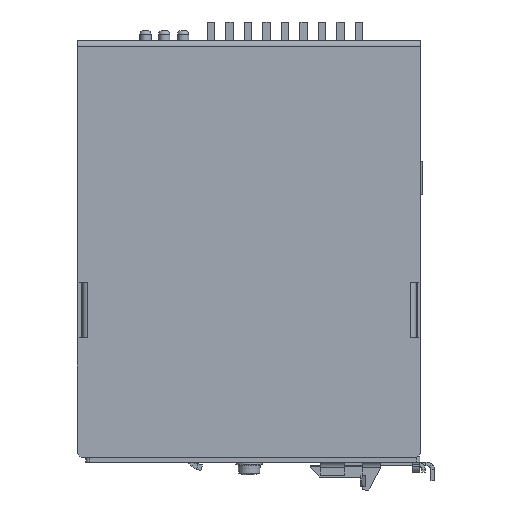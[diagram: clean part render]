
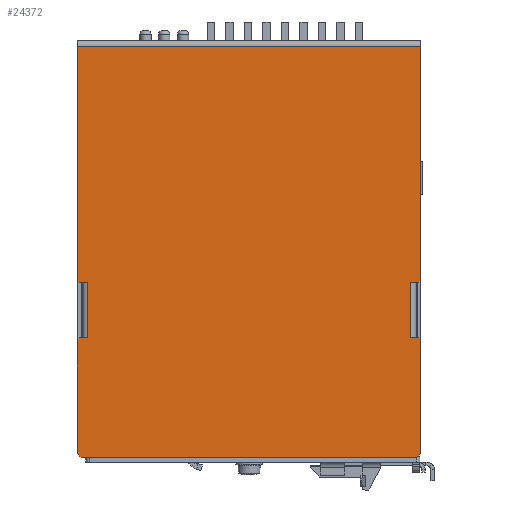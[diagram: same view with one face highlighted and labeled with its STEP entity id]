
A CAD part, front view. The second image highlights one B-rep face of the part: STEP entity #24372.
In plain terms, the highlighted planar face has unit normal (0, -1, 0).
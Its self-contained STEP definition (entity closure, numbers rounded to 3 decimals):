
#983=PLANE('',#26039);
#1951=FACE_OUTER_BOUND('',#3413,.T.);
#3413=EDGE_LOOP('',(#18289,#18290,#18291,#18292,#18293,#18294,#18295,#18296,
#18297,#18298,#18299,#18300,#18301,#18302,#18303,#18304,#18305,#18306));
#5455=LINE('',#36222,#8128);
#5459=LINE('',#36230,#8132);
#5461=LINE('',#36236,#8134);
#5462=LINE('',#36238,#8135);
#5463=LINE('',#36240,#8136);
#5464=LINE('',#36242,#8137);
#5465=LINE('',#36244,#8138);
#5466=LINE('',#36246,#8139);
#5467=LINE('',#36248,#8140);
#5468=LINE('',#36250,#8141);
#5469=LINE('',#36252,#8142);
#5470=LINE('',#36254,#8143);
#5471=LINE('',#36256,#8144);
#5472=LINE('',#36258,#8145);
#5473=LINE('',#36260,#8146);
#5474=LINE('',#36262,#8147);
#5475=LINE('',#36264,#8148);
#5476=LINE('',#36265,#8149);
#8128=VECTOR('',#29495,0.707);
#8132=VECTOR('',#29501,2.2);
#8134=VECTOR('',#29507,63.2);
#8135=VECTOR('',#29508,92.5);
#8136=VECTOR('',#29509,63.2);
#8137=VECTOR('',#29510,0.707);
#8138=VECTOR('',#29511,2.2);
#8139=VECTOR('',#29512,15.);
#8140=VECTOR('',#29513,2.2);
#8141=VECTOR('',#29514,0.707);
#8142=VECTOR('',#29515,30.7);
#8143=VECTOR('',#29516,1.414);
#8144=VECTOR('',#29517,90.5);
#8145=VECTOR('',#29518,1.414);
#8146=VECTOR('',#29519,30.7);
#8147=VECTOR('',#29520,0.707);
#8148=VECTOR('',#29521,2.2);
#8149=VECTOR('',#29522,15.);
#11076=VERTEX_POINT('',#36220);
#11077=VERTEX_POINT('',#36221);
#11080=VERTEX_POINT('',#36229);
#11082=VERTEX_POINT('',#36235);
#11083=VERTEX_POINT('',#36237);
#11084=VERTEX_POINT('',#36239);
#11085=VERTEX_POINT('',#36241);
#11086=VERTEX_POINT('',#36243);
#11087=VERTEX_POINT('',#36245);
#11088=VERTEX_POINT('',#36247);
#11089=VERTEX_POINT('',#36249);
#11090=VERTEX_POINT('',#36251);
#11091=VERTEX_POINT('',#36253);
#11092=VERTEX_POINT('',#36255);
#11093=VERTEX_POINT('',#36257);
#11094=VERTEX_POINT('',#36259);
#11095=VERTEX_POINT('',#36261);
#11096=VERTEX_POINT('',#36263);
#13683=EDGE_CURVE('',#11076,#11077,#5455,.T.);
#13687=EDGE_CURVE('',#11080,#11077,#5459,.T.);
#13690=EDGE_CURVE('',#11076,#11082,#5461,.T.);
#13691=EDGE_CURVE('',#11082,#11083,#5462,.T.);
#13692=EDGE_CURVE('',#11083,#11084,#5463,.T.);
#13693=EDGE_CURVE('',#11085,#11084,#5464,.T.);
#13694=EDGE_CURVE('',#11085,#11086,#5465,.T.);
#13695=EDGE_CURVE('',#11086,#11087,#5466,.T.);
#13696=EDGE_CURVE('',#11087,#11088,#5467,.T.);
#13697=EDGE_CURVE('',#11089,#11088,#5468,.T.);
#13698=EDGE_CURVE('',#11089,#11090,#5469,.T.);
#13699=EDGE_CURVE('',#11091,#11090,#5470,.T.);
#13700=EDGE_CURVE('',#11091,#11092,#5471,.T.);
#13701=EDGE_CURVE('',#11093,#11092,#5472,.T.);
#13702=EDGE_CURVE('',#11093,#11094,#5473,.T.);
#13703=EDGE_CURVE('',#11095,#11094,#5474,.T.);
#13704=EDGE_CURVE('',#11095,#11096,#5475,.T.);
#13705=EDGE_CURVE('',#11096,#11080,#5476,.T.);
#18289=ORIENTED_EDGE('',*,*,#13683,.F.);
#18290=ORIENTED_EDGE('',*,*,#13690,.T.);
#18291=ORIENTED_EDGE('',*,*,#13691,.T.);
#18292=ORIENTED_EDGE('',*,*,#13692,.T.);
#18293=ORIENTED_EDGE('',*,*,#13693,.F.);
#18294=ORIENTED_EDGE('',*,*,#13694,.T.);
#18295=ORIENTED_EDGE('',*,*,#13695,.T.);
#18296=ORIENTED_EDGE('',*,*,#13696,.T.);
#18297=ORIENTED_EDGE('',*,*,#13697,.F.);
#18298=ORIENTED_EDGE('',*,*,#13698,.T.);
#18299=ORIENTED_EDGE('',*,*,#13699,.F.);
#18300=ORIENTED_EDGE('',*,*,#13700,.T.);
#18301=ORIENTED_EDGE('',*,*,#13701,.F.);
#18302=ORIENTED_EDGE('',*,*,#13702,.T.);
#18303=ORIENTED_EDGE('',*,*,#13703,.F.);
#18304=ORIENTED_EDGE('',*,*,#13704,.T.);
#18305=ORIENTED_EDGE('',*,*,#13705,.T.);
#18306=ORIENTED_EDGE('',*,*,#13687,.T.);
#24372=ADVANCED_FACE('',(#1951),#983,.F.);
#26039=AXIS2_PLACEMENT_3D('',#36234,#29505,#29506);
#29495=DIRECTION('',(-0.707,0.,-0.707));
#29501=DIRECTION('',(1.,0.,0.));
#29505=DIRECTION('center_axis',(0.,1.,0.));
#29506=DIRECTION('ref_axis',(0.,0.,
-1.));
#29507=DIRECTION('',(0.,0.,1.));
#29508=DIRECTION('',(-1.,0.,0.));
#29509=DIRECTION('',(0.,0.,-1.));
#29510=DIRECTION('',(-0.707,0.,0.707));
#29511=DIRECTION('',(1.,0.,0.));
#29512=DIRECTION('',(0.,0.,-1.));
#29513=DIRECTION('',(-1.,0.,0.));
#29514=DIRECTION('',(0.707,0.,0.707));
#29515=DIRECTION('',(0.,0.,-1.));
#29516=DIRECTION('',(-0.707,0.,0.707));
#29517=DIRECTION('',(1.,0.,0.));
#29518=DIRECTION('',(-0.707,0.,-0.707));
#29519=DIRECTION('',(0.,0.,1.));
#29520=DIRECTION('',(0.707,0.,-0.707));
#29521=DIRECTION('',(-1.,0.,0.));
#29522=DIRECTION('',(0.,0.,1.));
#36220=CARTESIAN_POINT('',(92.4,-1.,47.5));
#36221=CARTESIAN_POINT('',(91.9,-1.,47.));
#36222=CARTESIAN_POINT('',(82.79,-1.,37.89));
#36229=CARTESIAN_POINT('',(89.7,-1.,47.));
#36230=CARTESIAN_POINT('',(68.3,-1.,47.));
#36234=CARTESIAN_POINT('Origin',(46.15,-1.,55.809));
#36235=CARTESIAN_POINT('',(92.4,-1.,110.7));
#36236=CARTESIAN_POINT('',(92.4,-1.,47.));
#36237=CARTESIAN_POINT('',(-0.1,-1.,110.7));
#36238=CARTESIAN_POINT('',(46.15,-1.,110.7));
#36239=CARTESIAN_POINT('',(-0.1,-1.,47.5));
#36240=CARTESIAN_POINT('',(-0.1,-1.,112.2));
#36241=CARTESIAN_POINT('',(0.4,-1.,47.));
#36242=CARTESIAN_POINT('',(9.51,-1.,37.89));
#36243=CARTESIAN_POINT('',(2.6,-1.,47.));
#36244=CARTESIAN_POINT('',(24.,-1.,47.));
#36245=CARTESIAN_POINT('',(2.6,-1.,32.));
#36246=CARTESIAN_POINT('',(2.6,-1.,47.654));
#36247=CARTESIAN_POINT('',(0.4,-1.,32.));
#36248=CARTESIAN_POINT('',(24.,-1.,32.));
#36249=CARTESIAN_POINT('',(-0.1,-1.,31.5));
#36250=CARTESIAN_POINT('',(17.665,-1.,49.265));
#36251=CARTESIAN_POINT('',(-0.1,-1.,0.8));
#36252=CARTESIAN_POINT('',(-0.1,-1.,32.));
#36253=CARTESIAN_POINT('',(0.9,-1.,-0.2));
#36254=CARTESIAN_POINT('',(-2.04,-1.,2.74));
#36255=CARTESIAN_POINT('',(91.4,-1.,-0.2));
#36256=CARTESIAN_POINT('',(-0.1,-1.,-0.2));
#36257=CARTESIAN_POINT('',(92.4,-1.,0.8));
#36258=CARTESIAN_POINT('',(94.34,-1.,2.74));
#36259=CARTESIAN_POINT('',(92.4,-1.,31.5));
#36260=CARTESIAN_POINT('',(92.4,-1.,-0.2));
#36261=CARTESIAN_POINT('',(91.9,-1.,32.));
#36262=CARTESIAN_POINT('',(74.635,-1.,49.265));
#36263=CARTESIAN_POINT('',(89.7,-1.,32.));
#36264=CARTESIAN_POINT('',(92.4,-1.,32.));
#36265=CARTESIAN_POINT('',(89.7,-1.,47.654));
